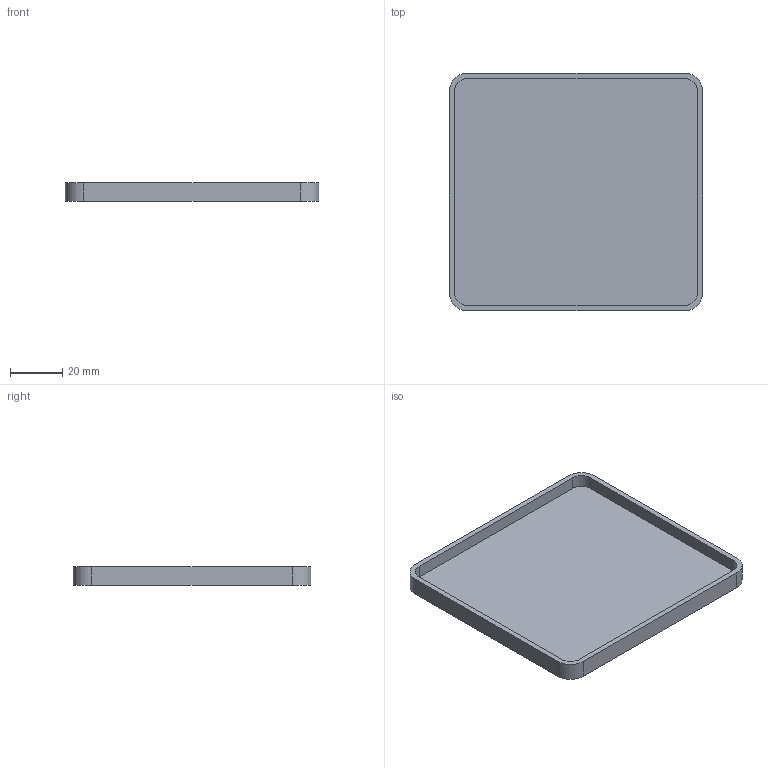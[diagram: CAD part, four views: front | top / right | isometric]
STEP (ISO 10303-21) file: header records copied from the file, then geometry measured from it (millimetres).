
FILE_DESCRIPTION(/* description */ (''),/* implementation_level */ '2;1');
FILE_NAME(/* name */ 'Heater v2.step',/* time_stamp */ '2022-03-15T18:23:08+08:00',/* author */ (''),/* organization */ (''),/* preprocessor_version */ 'ST-DEVELOPER v18.1',/* originating_system */ 'Autodesk Translation Framework v10.13.0.1454',/* authorisation */ '');
FILE_SCHEMA (('AUTOMOTIVE_DESIGN { 1 0 10303 214 3 1 1 }'));
Length unit declared in the file: millimetre
Products named in the file (2): Heater; 零部件66
Assembly tree (1 placements, depth 2):
  Heater
    零部件66
Bounding box: 97.09 x 91.12 x 7 mm (x, y, z)
Volume: 21188.1 mm3; surface area: 21916.6 mm2
Topology: 1 solids, 1 shells, 19 faces, 48 edges, 32 vertices
Faces by surface type: plane 11, cylinder 8
Entity records: 631 total; most frequent: DIRECTION 108, CARTESIAN_POINT 102, ORIENTED_EDGE 96, EDGE_CURVE 48, AXIS2_PLACEMENT_3D 38, LINE 32, VECTOR 32, VERTEX_POINT 32
